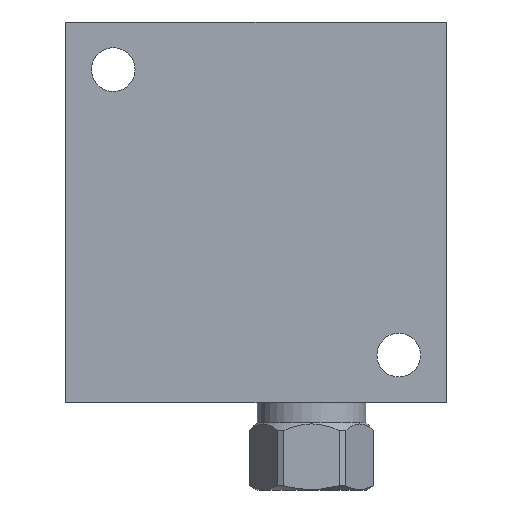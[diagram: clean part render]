
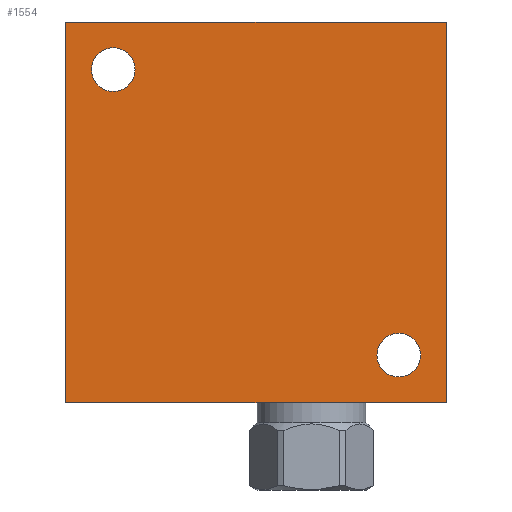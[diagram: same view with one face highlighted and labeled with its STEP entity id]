
A CAD part, front view. The second image highlights one B-rep face of the part: STEP entity #1554.
In plain terms, the highlighted planar face has unit normal (0, -1, 0).
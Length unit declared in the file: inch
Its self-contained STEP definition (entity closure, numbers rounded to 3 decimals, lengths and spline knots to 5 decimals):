
#5=DIRECTION('',(1.,0.,0.));
#6=VECTOR('',#5,3.);
#7=CARTESIAN_POINT('',(0.,-1.75,0.));
#8=LINE('',#7,#6);
#65=DIRECTION('',(0.,0.,1.));
#66=VECTOR('',#65,3.);
#67=CARTESIAN_POINT('',(3.,-1.75,0.));
#68=LINE('',#67,#66);
#79=DIRECTION('',(0.,0.,1.));
#80=VECTOR('',#79,3.);
#81=CARTESIAN_POINT('',(0.,-1.75,0.));
#82=LINE('',#81,#80);
#83=CARTESIAN_POINT('',(0.375,-1.75,2.625));
#84=DIRECTION('',(0.,1.,0.));
#85=DIRECTION('',(0.,0.,-1.));
#86=AXIS2_PLACEMENT_3D('',#83,#84,#85);
#88=CARTESIAN_POINT('',(0.375,-1.75,2.625));
#89=DIRECTION('',(0.,1.,0.));
#90=DIRECTION('',(0.,0.,1.));
#91=AXIS2_PLACEMENT_3D('',#88,#89,#90);
#93=CARTESIAN_POINT('',(2.625,-1.75,0.375));
#94=DIRECTION('',(0.,1.,0.));
#95=DIRECTION('',(0.,0.,-1.));
#96=AXIS2_PLACEMENT_3D('',#93,#94,#95);
#98=CARTESIAN_POINT('',(2.625,-1.75,0.375));
#99=DIRECTION('',(0.,1.,0.));
#100=DIRECTION('',(0.,0.,1.));
#101=AXIS2_PLACEMENT_3D('',#98,#99,#100);
#115=DIRECTION('',(1.,0.,0.));
#116=VECTOR('',#115,3.);
#117=CARTESIAN_POINT('',(0.,-1.75,3.));
#118=LINE('',#117,#116);
#1248=CARTESIAN_POINT('',(0.,-1.75,0.));
#1250=VERTEX_POINT('',#1248);
#1251=CARTESIAN_POINT('',(3.,-1.75,0.));
#1252=VERTEX_POINT('',#1251);
#1256=CARTESIAN_POINT('',(0.,-1.75,3.));
#1258=VERTEX_POINT('',#1256);
#1259=CARTESIAN_POINT('',(3.,-1.75,3.));
#1260=VERTEX_POINT('',#1259);
#1345=CARTESIAN_POINT('',(0.375,-1.75,2.453));
#1346=CARTESIAN_POINT('',(0.375,-1.75,2.797));
#1347=VERTEX_POINT('',#1345);
#1348=VERTEX_POINT('',#1346);
#1353=CARTESIAN_POINT('',(2.625,-1.75,0.203));
#1354=CARTESIAN_POINT('',(2.625,-1.75,0.547));
#1355=VERTEX_POINT('',#1353);
#1356=VERTEX_POINT('',#1354);
#1530=CARTESIAN_POINT('',(0.,-1.75,0.));
#1531=DIRECTION('',(0.,-1.,0.));
#1532=DIRECTION('',(1.,0.,0.));
#1533=AXIS2_PLACEMENT_3D('',#1530,#1531,#1532);
#1534=PLANE('',#1533);
#1535=ORIENTED_EDGE('',*,*,#1448,.F.);
#1536=ORIENTED_EDGE('',*,*,#1473,.T.);
#1538=ORIENTED_EDGE('',*,*,#1537,.T.);
#1539=ORIENTED_EDGE('',*,*,#1516,.F.);
#1540=EDGE_LOOP('',(#1535,#1536,#1538,#1539));
#1541=FACE_OUTER_BOUND('',#1540,.F.);
#1543=ORIENTED_EDGE('',*,*,#1542,.F.);
#1545=ORIENTED_EDGE('',*,*,#1544,.F.);
#1546=EDGE_LOOP('',(#1543,#1545));
#1547=FACE_BOUND('',#1546,.F.);
#1549=ORIENTED_EDGE('',*,*,#1548,.F.);
#1551=ORIENTED_EDGE('',*,*,#1550,.F.);
#1552=EDGE_LOOP('',(#1549,#1551));
#1553=FACE_BOUND('',#1552,.F.);
#1554=ADVANCED_FACE('',(#1541,#1547,#1553),#1534,.T.);
#87=CIRCLE('',#86,0.172);
#92=CIRCLE('',#91,0.172);
#97=CIRCLE('',#96,0.172);
#102=CIRCLE('',#101,0.172);
#1448=EDGE_CURVE('',#1250,#1252,#8,.T.);
#1473=EDGE_CURVE('',#1250,#1258,#82,.T.);
#1516=EDGE_CURVE('',#1252,#1260,#68,.T.);
#1537=EDGE_CURVE('',#1258,#1260,#118,.T.);
#1542=EDGE_CURVE('',#1347,#1348,#87,.T.);
#1544=EDGE_CURVE('',#1348,#1347,#92,.T.);
#1548=EDGE_CURVE('',#1355,#1356,#97,.T.);
#1550=EDGE_CURVE('',#1356,#1355,#102,.T.);
